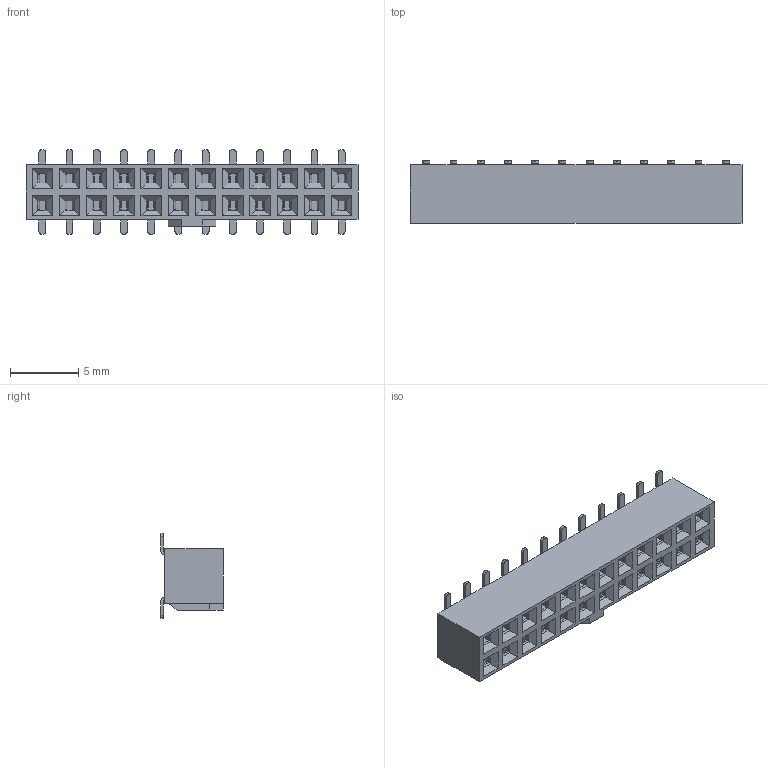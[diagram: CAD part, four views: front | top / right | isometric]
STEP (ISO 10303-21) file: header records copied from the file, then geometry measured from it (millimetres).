
FILE_DESCRIPTION( ('This file contains a STEP AP42 implementation' ,'as created by ZW3D STEP Interface translator.') ,'2;1' );
FILE_NAME( '2243N-2XXMXXCUNX3.stp' ,'23 419.105419', (''), ('ZWCAD Software Co.'), 'Version 1.0', 'ZW3D to STEP translator', '' );
FILE_SCHEMA(('AUTOMOTIVE_DESIGN { 1 0 10303 214 1 1 1 1 }'));
Length unit declared in the file: millimetre
Products named in the file (2): 0; 2243N-220MXXCUNX3
Bounding box: 24.4 x 4.6 x 6.2 mm (x, y, z)
Volume: 299 mm3; surface area: 1262.3 mm2
Topology: 1 solids, 1 shells, 2004 faces, 5702 edges, 3772 vertices
Faces by surface type: plane 1236, cylinder 432, bspline 336
Entity records: 90254 total; most frequent: CARTESIAN_POINT 47091, ORIENTED_EDGE 11404, EDGE_CURVE 5702, B_SPLINE_CURVE_WITH_KNOTS 4924, DIRECTION 4260, VERTEX_POINT 3772, EDGE_LOOP 2076, FACE_OUTER_BOUND 2004
